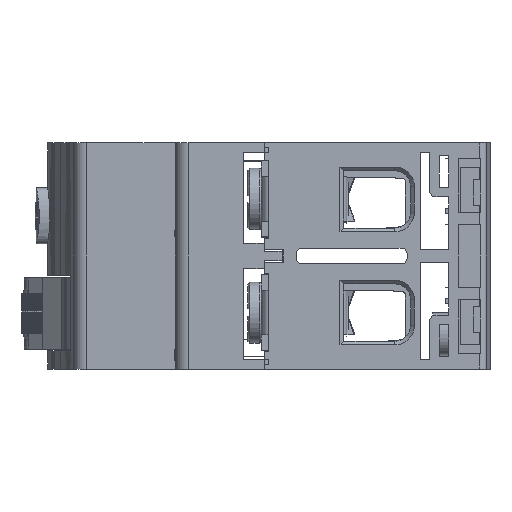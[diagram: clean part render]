
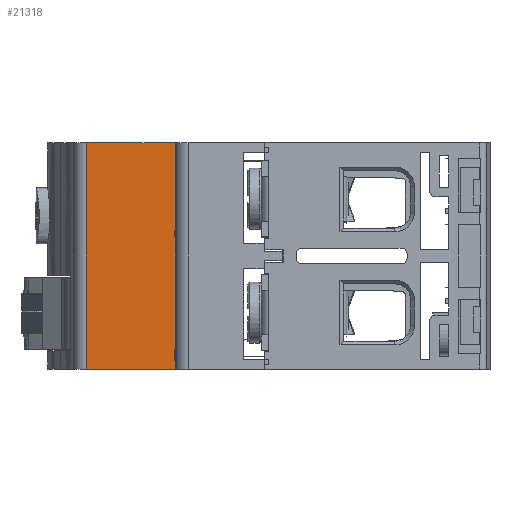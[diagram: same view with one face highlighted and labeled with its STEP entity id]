
A CAD part, left-side view. The second image highlights one B-rep face of the part: STEP entity #21318.
In plain terms, the highlighted planar face has unit normal (-1, 0, 0).
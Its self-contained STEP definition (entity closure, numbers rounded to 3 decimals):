
#21257 = VERTEX_POINT ( 'NONE', #33960 ) ;
#21258 = VERTEX_POINT ( 'NONE', #33959 ) ;
#21263 = VERTEX_POINT ( 'NONE', #33997 ) ;
#21292 = ORIENTED_EDGE ( 'NONE', *, *, #21311, .T. ) ;
#21294 = ORIENTED_EDGE ( 'NONE', *, *, #21316, .T. ) ;
#21295 = EDGE_CURVE ( 'NONE', #21257, #21317, #34085, .T. ) ;
#21308 = EDGE_LOOP ( 'NONE', ( #21319, #21292, #21294, #21320 ) ) ;
#21311 = EDGE_CURVE ( 'NONE', #21258, #21263, #34144, .T. ) ;
#21316 = EDGE_CURVE ( 'NONE', #21263, #21317, #34126, .T. ) ;
#21317 = VERTEX_POINT ( 'NONE', #34133 ) ;
#21318 = ADVANCED_FACE ( 'NONE', ( #34142 ), #34121, .F. ) ;
#21319 = ORIENTED_EDGE ( 'NONE', *, *, #21321, .F. ) ;
#21320 = ORIENTED_EDGE ( 'NONE', *, *, #21295, .F. ) ;
#21321 = EDGE_CURVE ( 'NONE', #21258, #21257, #34157, .T. ) ;
#33959 = CARTESIAN_POINT ( 'NONE',  ( -19.866, 55.011, 17.8 ) ) ;
#33960 = CARTESIAN_POINT ( 'NONE',  ( -19.866, 41.011, 17.8 ) ) ;
#33997 = CARTESIAN_POINT ( 'NONE',  ( -19.866, 55.011, -17.8 ) ) ;
#34083 = VECTOR ( 'NONE', #34116, 1000. ) ;
#34084 = CARTESIAN_POINT ( 'NONE',  ( -19.866, 41.011, 17.8 ) ) ;
#34085 = LINE ( 'NONE', #34084, #34083 ) ;
#34116 = DIRECTION ( 'NONE',  ( 0., 0., -1. ) ) ;
#34121 = PLANE ( 'NONE',  #34141 ) ;
#34123 = DIRECTION ( 'NONE',  ( 0., -1., 0. ) ) ;
#34124 = VECTOR ( 'NONE', #34123, 1000. ) ;
#34125 = CARTESIAN_POINT ( 'NONE',  ( -19.866, 57.011, -17.8 ) ) ;
#34126 = LINE ( 'NONE', #34125, #34124 ) ;
#34133 = CARTESIAN_POINT ( 'NONE',  ( -19.866, 41.011, -17.8 ) ) ;
#34135 = DIRECTION ( 'NONE',  ( 0., 0., -1. ) ) ;
#34136 = VECTOR ( 'NONE', #34135, 1000. ) ;
#34141 = AXIS2_PLACEMENT_3D ( 'NONE', #34160, #34159, #34158 ) ;
#34142 = FACE_OUTER_BOUND ( 'NONE', #21308, .T. ) ;
#34143 = CARTESIAN_POINT ( 'NONE',  ( -19.866, 55.011, 17.8 ) ) ;
#34144 = LINE ( 'NONE', #34143, #34136 ) ;
#34154 = DIRECTION ( 'NONE',  ( 0., -1., 0. ) ) ;
#34155 = VECTOR ( 'NONE', #34154, 1000. ) ;
#34156 = CARTESIAN_POINT ( 'NONE',  ( -19.866, 57.011, 17.8 ) ) ;
#34157 = LINE ( 'NONE', #34156, #34155 ) ;
#34158 = DIRECTION ( 'NONE',  ( 0., 1., 0. ) ) ;
#34159 = DIRECTION ( 'NONE',  ( 1., 0., 0. ) ) ;
#34160 = CARTESIAN_POINT ( 'NONE',  ( -19.866, 57.011, 17.8 ) ) ;
